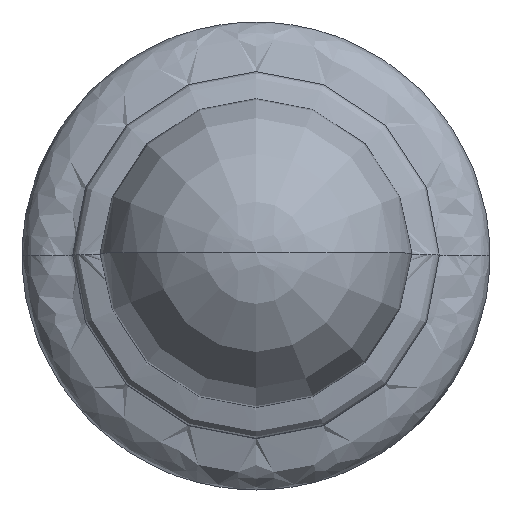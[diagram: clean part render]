
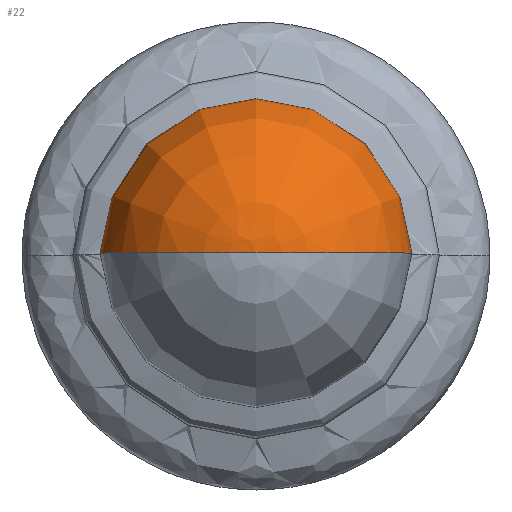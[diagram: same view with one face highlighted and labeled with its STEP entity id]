
A CAD part, top view. The second image highlights one B-rep face of the part: STEP entity #22.
In plain terms, the highlighted free-form (B-spline) face has degree [3, 2] with [7, 5] control points.
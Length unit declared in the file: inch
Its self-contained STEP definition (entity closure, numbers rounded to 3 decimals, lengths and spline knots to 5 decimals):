
#22=ADVANCED_FACE('',(#84),#924,.T.);
#84=FACE_OUTER_BOUND('',#146,.T.);
#146=EDGE_LOOP('',(#216,#217,#218));
#216=ORIENTED_EDGE('',*,*,#509,.F.);
#217=ORIENTED_EDGE('',*,*,#496,.T.);
#218=ORIENTED_EDGE('',*,*,#616,.F.);
#496=EDGE_CURVE('',#836,#835,#711,.T.);
#509=EDGE_CURVE('',#836,#913,#720,.T.);
#616=EDGE_CURVE('',#913,#835,#761,.T.);
#711=TRIMMED_CURVE($,#773,(#3181),(#3182),.T.,.CARTESIAN.);
#720=TRIMMED_CURVE($,#782,(#3224),(#3225),.T.,.CARTESIAN.);
#761=TRIMMED_CURVE($,#823,(#3992),(#3993),.T.,.CARTESIAN.);
#773=CIRCLE('',#1097,0.0625);
#782=CIRCLE('',#1106,0.02344);
#823=CIRCLE('',#1147,0.0625);
#835=VERTEX_POINT('',#3033);
#836=VERTEX_POINT('',#3034);
#913=VERTEX_POINT('',#3111);
#924=(
BOUNDED_SURFACE()
B_SPLINE_SURFACE(3,2,((#1320,#1321,#1322,#1323,#1324),(#1325,#1326,#1327,
#1328,#1329),(#1330,#1331,#1332,#1333,#1334),(#1335,#1336,#1337,#1338,#1339),
(#1340,#1341,#1342,#1343,#1344),(#1345,#1346,#1347,#1348,#1349),(#1350,
#1351,#1352,#1353,#1354)),.UNSPECIFIED.,.F.,.F.,.F.)
B_SPLINE_SURFACE_WITH_KNOTS((4,3,4),(3,2,3),(0.6951,0.78126,
0.86742),(0.,0.14711,0.29421),
 .UNSPECIFIED.)
GEOMETRIC_REPRESENTATION_ITEM()
RATIONAL_B_SPLINE_SURFACE(((1.,0.707,1.,0.707,1.),
(0.848,0.599,0.848,0.599,
0.848),(0.848,0.599,0.848,
0.599,0.848),(1.,0.707,1.,0.707,
1.),(0.848,0.599,0.848,0.599,
0.848),(0.848,0.599,0.848,
0.599,0.848),(1.,0.707,1.,0.707,
1.)))
REPRESENTATION_ITEM('')
SURFACE()
);
#1097=AXIS2_PLACEMENT_3D($,#3180,#1185,#1186);
#1106=AXIS2_PLACEMENT_3D($,#3223,#1203,#1204);
#1147=AXIS2_PLACEMENT_3D($,#3991,#1285,#1286);
#1185=DIRECTION('',(0.,1.,0.));
#1186=DIRECTION('',(-0.375,0.,-0.927));
#1203=DIRECTION('',(0.,0.,-1.));
#1204=DIRECTION('',(-1.,0.,0.));
#1285=DIRECTION('',(0.,-1.,0.));
#1286=DIRECTION('',(0.375,0.,-0.927));
#1320=CARTESIAN_POINT('',(-0.02344,0.,0.62956));
#1321=CARTESIAN_POINT('',(-0.02344,0.02344,0.62956));
#1322=CARTESIAN_POINT('',(0.,0.02344,0.62956));
#1323=CARTESIAN_POINT('',(0.02344,0.02344,0.62956));
#1324=CARTESIAN_POINT('',(0.02344,0.,0.62956));
#1325=CARTESIAN_POINT('',(-0.05241,0.,0.64128));
#1326=CARTESIAN_POINT('',(-0.05241,0.05241,0.64128));
#1327=CARTESIAN_POINT('',(0.,0.05241,0.64128));
#1328=CARTESIAN_POINT('',(0.05241,0.05241,0.64128));
#1329=CARTESIAN_POINT('',(0.05241,0.,0.64128));
#1330=CARTESIAN_POINT('',(-0.06732,0.,0.66876));
#1331=CARTESIAN_POINT('',(-0.06732,0.06732,0.66876));
#1332=CARTESIAN_POINT('',(0.,0.06732,0.66876));
#1333=CARTESIAN_POINT('',(0.06732,0.06732,0.66876));
#1334=CARTESIAN_POINT('',(0.06732,0.,0.66876));
#1335=CARTESIAN_POINT('',(-0.06135,0.,0.69944));
#1336=CARTESIAN_POINT('',(-0.06135,0.06135,0.69944));
#1337=CARTESIAN_POINT('',(0.,0.06135,0.69944));
#1338=CARTESIAN_POINT('',(0.06135,0.06135,0.69944));
#1339=CARTESIAN_POINT('',(0.06135,0.,0.69944));
#1340=CARTESIAN_POINT('',(-0.05538,0.,0.73012));
#1341=CARTESIAN_POINT('',(-0.05538,0.05538,0.73012));
#1342=CARTESIAN_POINT('',(0.,0.05538,0.73012));
#1343=CARTESIAN_POINT('',(0.05538,0.05538,0.73012));
#1344=CARTESIAN_POINT('',(0.05538,0.,0.73012));
#1345=CARTESIAN_POINT('',(-0.03126,0.,0.75));
#1346=CARTESIAN_POINT('',(-0.03126,0.03126,0.75));
#1347=CARTESIAN_POINT('',(0.,0.03126,0.75));
#1348=CARTESIAN_POINT('',(0.03126,0.03126,0.75));
#1349=CARTESIAN_POINT('',(0.03126,0.,0.75));
#1350=CARTESIAN_POINT('',(0.,0.,0.75));
#1351=CARTESIAN_POINT('',(0.,0.,0.75));
#1352=CARTESIAN_POINT('',(0.,0.,0.75));
#1353=CARTESIAN_POINT('',(0.,0.,0.75));
#1354=CARTESIAN_POINT('',(0.,0.,0.75));
#3033=CARTESIAN_POINT('',(0.,0.,0.75));
#3034=CARTESIAN_POINT('',(-0.02344,0.,0.62956));
#3111=CARTESIAN_POINT('',(0.02344,0.,0.62956));
#3180=CARTESIAN_POINT('',(0.,0.,0.6875));
#3181=CARTESIAN_POINT('',(-0.02344,0.,0.62956));
#3182=CARTESIAN_POINT('',(0.,0.,0.75));
#3223=CARTESIAN_POINT('',(0.,0.,0.62956));
#3224=CARTESIAN_POINT('',(-0.02344,0.,0.62956));
#3225=CARTESIAN_POINT('',(0.02344,0.,0.62956));
#3991=CARTESIAN_POINT('',(0.,0.,0.6875));
#3992=CARTESIAN_POINT('',(0.02344,0.,0.62956));
#3993=CARTESIAN_POINT('',(0.,0.,0.75));
